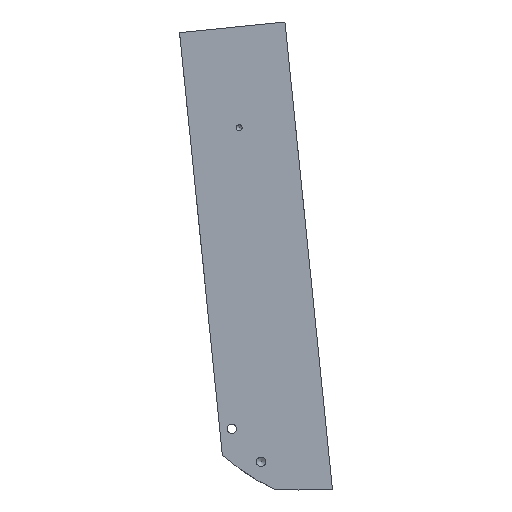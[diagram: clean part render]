
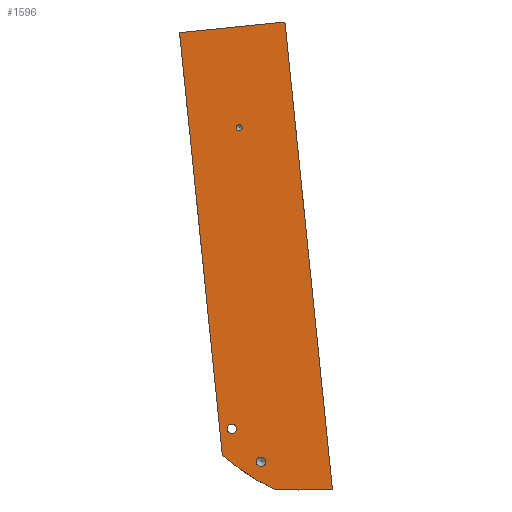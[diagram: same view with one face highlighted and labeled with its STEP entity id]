
A CAD part, top view. The second image highlights one B-rep face of the part: STEP entity #1596.
In plain terms, the highlighted planar face has unit normal (0, 0, 1).
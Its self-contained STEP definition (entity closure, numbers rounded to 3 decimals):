
#34=CIRCLE('',#1723,193.941);
#40=CIRCLE('',#1740,3.969);
#41=CIRCLE('',#1741,3.969);
#42=CIRCLE('',#1742,2.553);
#88=PLANE('',#1739);
#145=LINE('',#2259,#285);
#229=LINE('',#2733,#369);
#233=LINE('',#3537,#373);
#242=LINE('',#3575,#382);
#285=VECTOR('',#1825,1000.);
#369=VECTOR('',#2041,1000.);
#373=VECTOR('',#2053,1000.);
#382=VECTOR('',#2088,1000.);
#693=ORIENTED_EDGE('',*,*,#1058,.F.);
#694=ORIENTED_EDGE('',*,*,#1059,.F.);
#695=ORIENTED_EDGE('',*,*,#1060,.F.);
#696=ORIENTED_EDGE('',*,*,#901,.F.);
#697=ORIENTED_EDGE('',*,*,#1027,.F.);
#698=ORIENTED_EDGE('',*,*,#1024,.F.);
#699=ORIENTED_EDGE('',*,*,#1057,.F.);
#700=ORIENTED_EDGE('',*,*,#1037,.F.);
#901=EDGE_CURVE('',#1128,#1120,#145,.T.);
#1024=EDGE_CURVE('',#1212,#1213,#229,.T.);
#1027=EDGE_CURVE('',#1213,#1128,#34,.T.);
#1037=EDGE_CURVE('',#1120,#1219,#233,.T.);
#1057=EDGE_CURVE('',#1219,#1212,#242,.T.);
#1058=EDGE_CURVE('',#1237,#1237,#40,.T.);
#1059=EDGE_CURVE('',#1238,#1238,#41,.T.);
#1060=EDGE_CURVE('',#1239,#1239,#42,.T.);
#1120=VERTEX_POINT('',#2236);
#1128=VERTEX_POINT('',#2258);
#1212=VERTEX_POINT('',#2732);
#1213=VERTEX_POINT('',#2734);
#1219=VERTEX_POINT('',#3534);
#1237=VERTEX_POINT('',#3578);
#1238=VERTEX_POINT('',#3580);
#1239=VERTEX_POINT('',#3582);
#1356=EDGE_LOOP('',(#693));
#1357=EDGE_LOOP('',(#694));
#1358=EDGE_LOOP('',(#695));
#1359=EDGE_LOOP('',(#696,#697,#698,#699,#700));
#1465=FACE_BOUND('',#1356,.T.);
#1466=FACE_BOUND('',#1357,.T.);
#1467=FACE_BOUND('',#1358,.T.);
#1468=FACE_BOUND('',#1359,.T.);
#1596=ADVANCED_FACE('',(#1465,#1466,#1467,#1468),#88,.T.);
#1723=AXIS2_PLACEMENT_3D('',#2766,#2045,#2046);
#1739=AXIS2_PLACEMENT_3D('',#3576,#2089,#2090);
#1740=AXIS2_PLACEMENT_3D('',#3577,#2091,#2092);
#1741=AXIS2_PLACEMENT_3D('',#3579,#2093,#2094);
#1742=AXIS2_PLACEMENT_3D('',#3581,#2095,#2096);
#1825=DIRECTION('',(-0.101,0.995,0.));
#2041=DIRECTION('',(-1.,0.,0.));
#2045=DIRECTION('',(0.,0.,-1.));
#2046=DIRECTION('',(-1.,0.,0.));
#2053=DIRECTION('',(0.995,0.101,0.));
#2088=DIRECTION('',(0.101,-0.995,0.));
#2089=DIRECTION('',(0.,0.,1.));
#2090=DIRECTION('',(1.,0.,0.));
#2091=DIRECTION('',(0.,0.,1.));
#2092=DIRECTION('',(1.,0.,0.));
#2093=DIRECTION('',(0.,0.,1.));
#2094=DIRECTION('',(1.,0.,0.));
#2095=DIRECTION('',(0.,0.,1.));
#2096=DIRECTION('',(1.,0.,0.));
#2236=CARTESIAN_POINT('',(-89.059,-9.034,124.525));
#2258=CARTESIAN_POINT('',(-52.859,-365.898,124.525));
#2259=CARTESIAN_POINT('',(-89.059,-9.034,124.525));
#2732=CARTESIAN_POINT('',(40.092,-395.222,124.525));
#2733=CARTESIAN_POINT('',(-7.858,-395.222,124.525));
#2734=CARTESIAN_POINT('',(-7.858,-395.222,124.525));
#2766=CARTESIAN_POINT('',(74.503,-219.637,124.525));
#3534=CARTESIAN_POINT('',(0.,0.,124.525));
#3537=CARTESIAN_POINT('',(-138.987,-14.099,124.525));
#3575=CARTESIAN_POINT('',(46.364,-457.06,124.525));
#3576=CARTESIAN_POINT('',(-92.622,-471.159,124.525));
#3577=CARTESIAN_POINT('',(-44.855,-343.54,124.525));
#3578=CARTESIAN_POINT('',(-40.886,-343.54,124.525));
#3579=CARTESIAN_POINT('',(-20.221,-371.445,124.525));
#3580=CARTESIAN_POINT('',(-16.252,-371.445,124.525));
#3581=CARTESIAN_POINT('',(-38.801,-89.394,124.525));
#3582=CARTESIAN_POINT('',(-36.249,-89.394,124.525));
